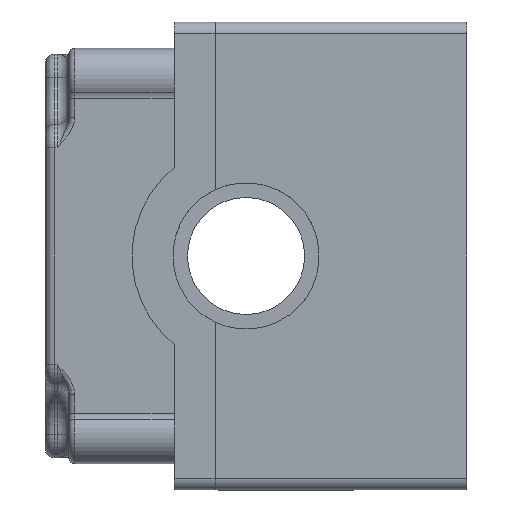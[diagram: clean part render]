
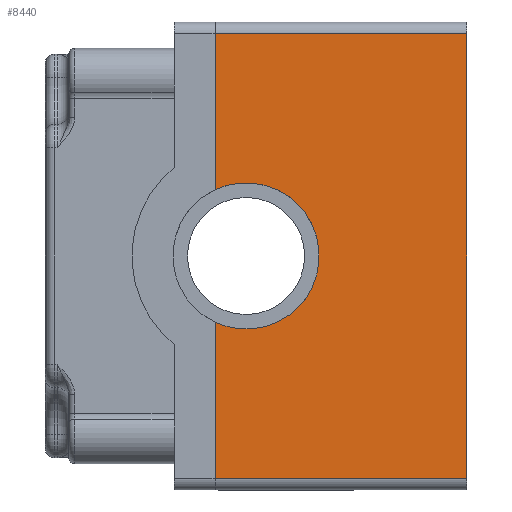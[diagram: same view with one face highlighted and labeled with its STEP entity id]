
A CAD part, left-side view. The second image highlights one B-rep face of the part: STEP entity #8440.
In plain terms, the highlighted planar face has unit normal (-1, 0, 0).
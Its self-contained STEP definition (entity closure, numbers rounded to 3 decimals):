
#624=CIRCLE('',#9119,12.5);
#1097=FACE_OUTER_BOUND('',#1622,.T.);
#1622=EDGE_LOOP('',(#6170,#6171,#6172,#6173,#6174,#6175));
#2099=LINE('',#12743,#2799);
#2135=LINE('',#12997,#2835);
#2181=LINE('',#13161,#2881);
#2278=LINE('',#13547,#2978);
#2279=LINE('',#13548,#2979);
#2799=VECTOR('',#9943,76.);
#2835=VECTOR('',#10103,26.679);
#2881=VECTOR('',#10239,26.679);
#2978=VECTOR('',#10636,43.);
#2979=VECTOR('',#10637,43.);
#3493=VERTEX_POINT('',#12740);
#3494=VERTEX_POINT('',#12742);
#3544=VERTEX_POINT('',#12994);
#3545=VERTEX_POINT('',#12996);
#3617=VERTEX_POINT('',#13158);
#3618=VERTEX_POINT('',#13160);
#4326=EDGE_CURVE('',#3493,#3494,#2099,.T.);
#4403=EDGE_CURVE('',#3545,#3544,#2135,.T.);
#4485=EDGE_CURVE('',#3618,#3617,#2181,.T.);
#4678=EDGE_CURVE('',#3617,#3545,#624,.T.);
#4679=EDGE_CURVE('',#3544,#3494,#2278,.T.);
#4680=EDGE_CURVE('',#3618,#3493,#2279,.T.);
#6170=ORIENTED_EDGE('',*,*,#4678,.T.);
#6171=ORIENTED_EDGE('',*,*,#4403,.T.);
#6172=ORIENTED_EDGE('',*,*,#4679,.T.);
#6173=ORIENTED_EDGE('',*,*,#4326,.F.);
#6174=ORIENTED_EDGE('',*,*,#4680,.F.);
#6175=ORIENTED_EDGE('',*,*,#4485,.T.);
#8182=PLANE('',#9118);
#8440=ADVANCED_FACE('',(#1097),#8182,.T.);
#9118=AXIS2_PLACEMENT_3D('',#13545,#10632,#10633);
#9119=AXIS2_PLACEMENT_3D('',#13546,#10634,#10635);
#9943=DIRECTION('',(0.,0.,-1.));
#10103=DIRECTION('',(0.,0.,-1.));
#10239=DIRECTION('',(0.,0.,-1.));
#10632=DIRECTION('center_axis',(-1.,0.,0.));
#10633=DIRECTION('ref_axis',(0.,0.,-1.));
#10634=DIRECTION('center_axis',(1.,0.,0.));
#10635=DIRECTION('ref_axis',(0.,0.,1.));
#10636=DIRECTION('',(0.,-1.,0.));
#10637=DIRECTION('',(0.,-1.,0.));
#12740=CARTESIAN_POINT('',(-67.5,-43.,38.));
#12742=CARTESIAN_POINT('',(-67.5,-43.,-38.));
#12743=CARTESIAN_POINT('',(-67.5,-43.,38.));
#12994=CARTESIAN_POINT('',(-67.5,0.,-38.));
#12996=CARTESIAN_POINT('',(-67.5,0.,-11.321));
#12997=CARTESIAN_POINT('',(-67.5,0.,38.));
#13158=CARTESIAN_POINT('',(-67.5,0.,11.321));
#13160=CARTESIAN_POINT('',(-67.5,0.,38.));
#13161=CARTESIAN_POINT('',(-67.5,0.,25.641));
#13545=CARTESIAN_POINT('Origin',(-67.5,0.,38.));
#13546=CARTESIAN_POINT('Origin',(-67.5,-5.3,0.));
#13547=CARTESIAN_POINT('',(-67.5,0.,-38.));
#13548=CARTESIAN_POINT('',(-67.5,0.,38.));
